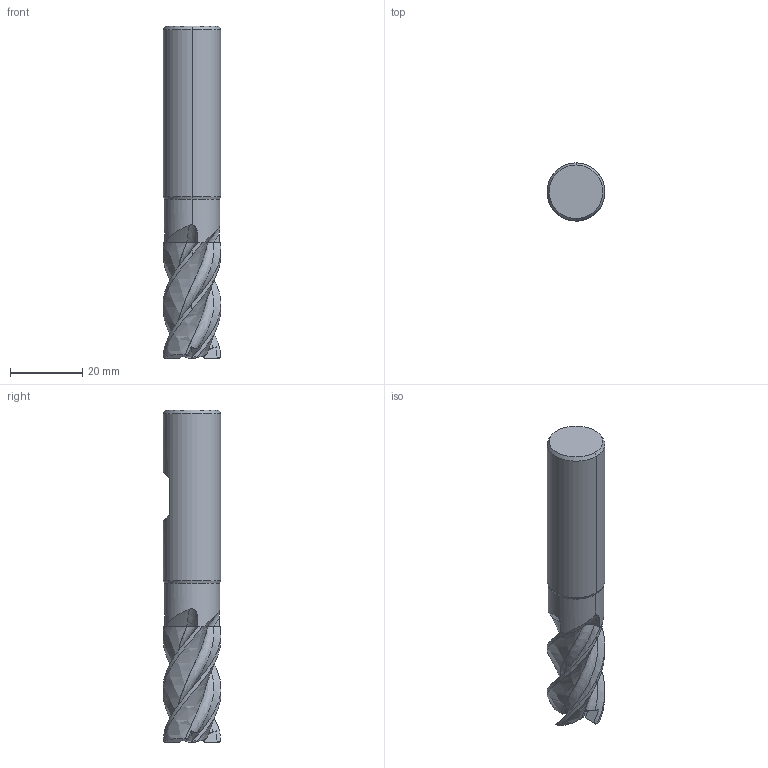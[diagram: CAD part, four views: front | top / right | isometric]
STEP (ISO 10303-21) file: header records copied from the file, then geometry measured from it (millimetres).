
FILE_DESCRIPTION(('no description'),'unknown implementation level');
FILE_NAME('K202424-16_0_3-Detail.stp',' ',('CIMSOURCE GmbH'),('CADClick - KiM GmbH - www.kimweb.de'),'unknown preprocess','ACIS','unknown authorization');
FILE_SCHEMA(('automotive_design'));
Length unit declared in the file: millimetre
Products named in the file (2): NOCUT; CUT
Bounding box: 16 x 16 x 92 mm (x, y, z)
Volume: 14996.4 mm3; surface area: 6719.8 mm2
Topology: 2 solids, 2 shells, 129 faces, 371 edges, 244 vertices
Faces by surface type: plane 53, bspline 32, cone 16, revolution 12, cylinder 10, torus 6
Entity records: 20621 total; most frequent: CARTESIAN_POINT 13410, STYLED_ITEM 746, PRESENTATION_STYLE_ASSIGNMENT 746, COLOUR_RGB 746, ORIENTED_EDGE 742, DIRECTION 505, EDGE_CURVE 371, CURVE_STYLE 371
